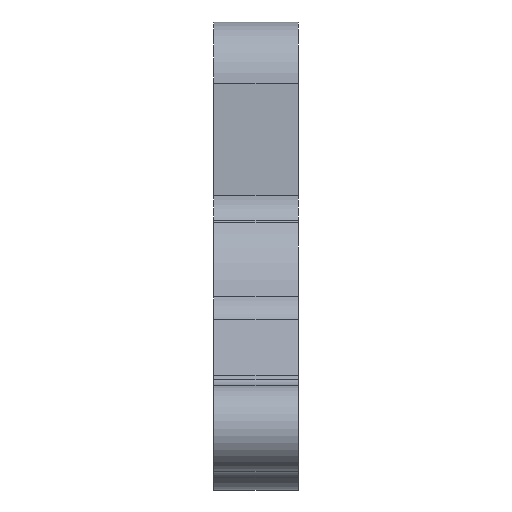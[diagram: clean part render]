
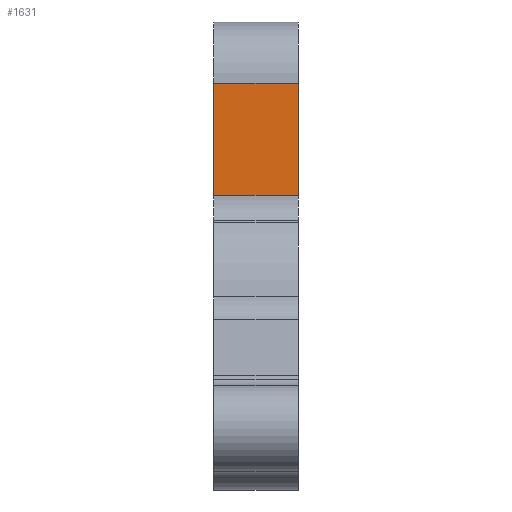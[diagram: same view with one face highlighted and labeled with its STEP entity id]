
A CAD part, left-side view. The second image highlights one B-rep face of the part: STEP entity #1631.
In plain terms, the highlighted planar face has unit normal (-1, 0, 0).
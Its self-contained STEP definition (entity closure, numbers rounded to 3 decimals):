
#296=FACE_OUTER_BOUND('',#395,.T.);
#395=EDGE_LOOP('',(#1346,#1347,#1348,#1349));
#514=LINE('',#2785,#629);
#516=LINE('',#2791,#631);
#517=LINE('',#2793,#632);
#518=LINE('',#2794,#633);
#629=VECTOR('',#2278,10.);
#631=VECTOR('',#2284,10.);
#632=VECTOR('',#2285,10.);
#633=VECTOR('',#2286,10.);
#779=VERTEX_POINT('',#2782);
#780=VERTEX_POINT('',#2784);
#782=VERTEX_POINT('',#2790);
#783=VERTEX_POINT('',#2792);
#991=EDGE_CURVE('',#779,#780,#514,.T.);
#994=EDGE_CURVE('',#782,#779,#516,.T.);
#995=EDGE_CURVE('',#782,#783,#517,.T.);
#996=EDGE_CURVE('',#780,#783,#518,.T.);
#1346=ORIENTED_EDGE('',*,*,#991,.F.);
#1347=ORIENTED_EDGE('',*,*,#994,.F.);
#1348=ORIENTED_EDGE('',*,*,#995,.T.);
#1349=ORIENTED_EDGE('',*,*,#996,.F.);
#1556=PLANE('',#1827);
#1631=ADVANCED_FACE('',(#296),#1556,.T.);
#1827=AXIS2_PLACEMENT_3D('',#2789,#2282,#2283);
#2278=DIRECTION('',(0.,1.,0.));
#2282=DIRECTION('center_axis',(-1.,0.,0.));
#2283=DIRECTION('ref_axis',(0.,0.,1.));
#2284=DIRECTION('',(0.,0.,-1.));
#2285=DIRECTION('',(0.,1.,0.));
#2286=DIRECTION('',(0.,0.,1.));
#2782=CARTESIAN_POINT('',(-8.,0.,15.415));
#2784=CARTESIAN_POINT('',(-8.,11.,15.415));
#2785=CARTESIAN_POINT('',(-8.,0.,15.415));
#2789=CARTESIAN_POINT('Origin',(-8.,0.,13.17));
#2790=CARTESIAN_POINT('',(-8.,0.,30.));
#2791=CARTESIAN_POINT('',(-8.,0.,30.));
#2792=CARTESIAN_POINT('',(-8.,11.,30.));
#2793=CARTESIAN_POINT('',(-8.,0.,30.));
#2794=CARTESIAN_POINT('',(-8.,11.,30.));
